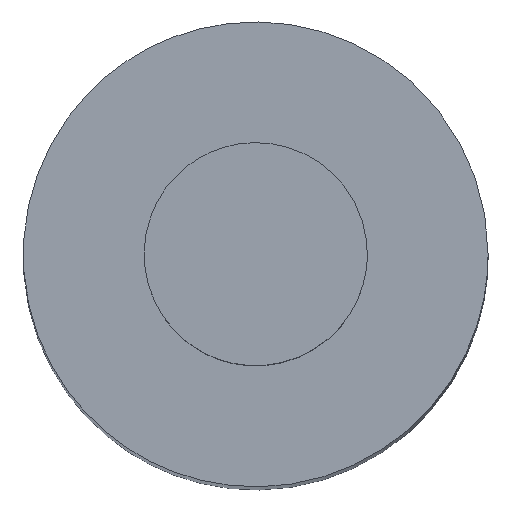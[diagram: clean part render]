
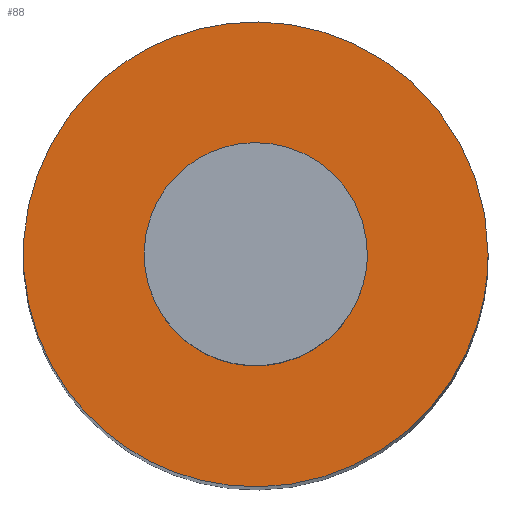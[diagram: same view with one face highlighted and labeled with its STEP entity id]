
A CAD part, top view. The second image highlights one B-rep face of the part: STEP entity #88.
In plain terms, the highlighted free-form (B-spline) face has degree [1, 1] with [2, 2] control points.
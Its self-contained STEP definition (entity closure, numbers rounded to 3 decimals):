
#34 = VERTEX_POINT('',#35);
#35 = CARTESIAN_POINT('',(2.527,0.,20.217));
#40 = EDGE_CURVE('',#34,#34,#41,.T.);
#41 = ( BOUNDED_CURVE() B_SPLINE_CURVE(2,(#42,#43,#44,#45,#46,#47,#48),
.UNSPECIFIED.,.T.,.F.) B_SPLINE_CURVE_WITH_KNOTS((1,2,2,2,2,1),(
    -2.094,0.,2.094,4.189,6.283,
8.378),.UNSPECIFIED.) CURVE() GEOMETRIC_REPRESENTATION_ITEM() 
RATIONAL_B_SPLINE_CURVE((1.,0.5,1.,0.5,1.,0.5,1.)) REPRESENTATION_ITEM(
  '') );
#42 = CARTESIAN_POINT('',(2.527,0.,20.217));
#43 = CARTESIAN_POINT('',(2.527,4.377,20.217)
  );
#44 = CARTESIAN_POINT('',(-1.264,2.189,20.217)
  );
#45 = CARTESIAN_POINT('',(-5.054,0.,
    20.217));
#46 = CARTESIAN_POINT('',(-1.264,-2.189,20.217
    ));
#47 = CARTESIAN_POINT('',(2.527,-4.377,20.217
    ));
#48 = CARTESIAN_POINT('',(2.527,0.,20.217));
#88 = ADVANCED_FACE('',(#89,#92),#106,.T.);
#89 = FACE_BOUND('',#90,.T.);
#90 = EDGE_LOOP('',(#91));
#91 = ORIENTED_EDGE('',*,*,#40,.T.);
#92 = FACE_BOUND('',#93,.T.);
#93 = EDGE_LOOP('',(#94));
#94 = ORIENTED_EDGE('',*,*,#95,.F.);
#95 = EDGE_CURVE('',#96,#96,#98,.T.);
#96 = VERTEX_POINT('',#97);
#97 = CARTESIAN_POINT('',(1.213,0.,20.217));
#98 = ( BOUNDED_CURVE() B_SPLINE_CURVE(2,(#99,#100,#101,#102,#103,#104,
#105),.UNSPECIFIED.,.T.,.F.) B_SPLINE_CURVE_WITH_KNOTS((1,2,2,2,2,1),(
    -2.094,0.,2.094,4.189,6.283,
8.378),.UNSPECIFIED.) CURVE() GEOMETRIC_REPRESENTATION_ITEM() 
RATIONAL_B_SPLINE_CURVE((1.,0.5,1.,0.5,1.,0.5,1.)) REPRESENTATION_ITEM(
  '') );
#99 = CARTESIAN_POINT('',(1.213,0.,20.217));
#100 = CARTESIAN_POINT('',(1.213,2.101,20.217
    ));
#101 = CARTESIAN_POINT('',(-0.607,1.051,
    20.217));
#102 = CARTESIAN_POINT('',(-2.426,0.,
    20.217));
#103 = CARTESIAN_POINT('',(-0.607,-1.051,
    20.217));
#104 = CARTESIAN_POINT('',(1.213,-2.101,
    20.217));
#105 = CARTESIAN_POINT('',(1.213,0.,20.217));
#106 = B_SPLINE_SURFACE_WITH_KNOTS('',1,1,(
    (#107,#108)
    ,(#109,#110
    )),.UNSPECIFIED.,.F.,.F.,.F.,(2,2),(2,2),(-2.5,2.5),(-2.5,2.5),
  .PIECEWISE_BEZIER_KNOTS.);
#107 = CARTESIAN_POINT('',(-2.527,-2.527,
    20.217));
#108 = CARTESIAN_POINT('',(-2.527,2.527,
    20.217));
#109 = CARTESIAN_POINT('',(2.527,-2.527,
    20.217));
#110 = CARTESIAN_POINT('',(2.527,2.527,20.217
    ));
